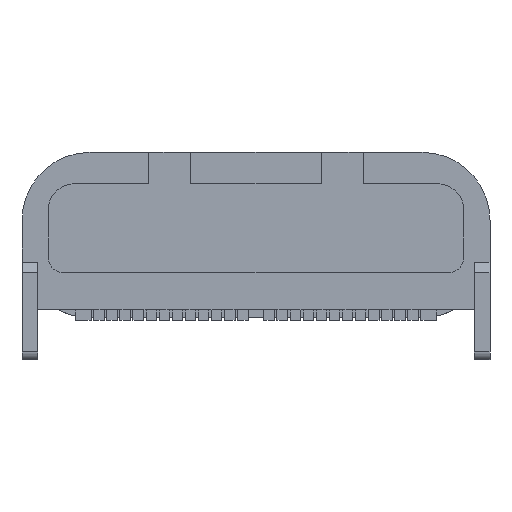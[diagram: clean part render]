
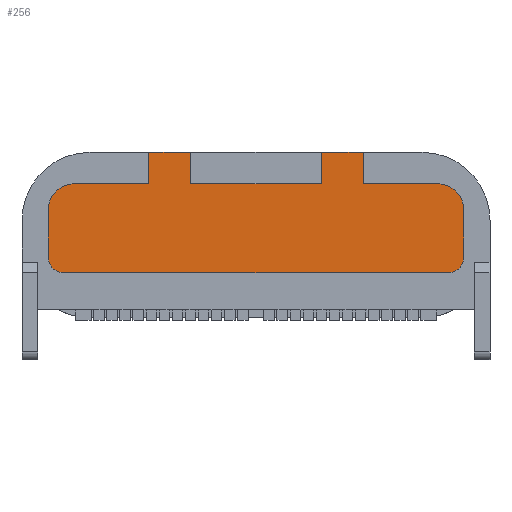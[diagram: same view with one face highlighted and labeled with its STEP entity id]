
A CAD part, front view. The second image highlights one B-rep face of the part: STEP entity #256.
In plain terms, the highlighted planar face has unit normal (0, -1, 0).
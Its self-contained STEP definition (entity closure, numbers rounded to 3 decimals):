
#256=ADVANCED_FACE('',(#863),#864,.T.);
#863=FACE_OUTER_BOUND('',#1808,.T.);
#864=PLANE('',#1809);
#1808=EDGE_LOOP('',(#3438,#3439,#3440,#3441,#3442,#3443,#3444,#3445,#3446,#3447,#3448,#3449,#3450,#3451,#3452,#3453));
#1809=AXIS2_PLACEMENT_3D('',#3454,#3455,#3456);
#3438=ORIENTED_EDGE('',*,*,#6600,.T.);
#3439=ORIENTED_EDGE('',*,*,#6601,.T.);
#3440=ORIENTED_EDGE('',*,*,#6602,.T.);
#3441=ORIENTED_EDGE('',*,*,#6603,.T.);
#3442=ORIENTED_EDGE('',*,*,#6449,.T.);
#3443=ORIENTED_EDGE('',*,*,#6599,.T.);
#3444=ORIENTED_EDGE('',*,*,#6604,.T.);
#3445=ORIENTED_EDGE('',*,*,#6605,.T.);
#3446=ORIENTED_EDGE('',*,*,#6455,.T.);
#3447=ORIENTED_EDGE('',*,*,#6606,.T.);
#3448=ORIENTED_EDGE('',*,*,#6607,.T.);
#3449=ORIENTED_EDGE('',*,*,#6608,.T.);
#3450=ORIENTED_EDGE('',*,*,#6609,.T.);
#3451=ORIENTED_EDGE('',*,*,#6610,.T.);
#3452=ORIENTED_EDGE('',*,*,#6611,.T.);
#3453=ORIENTED_EDGE('',*,*,#6612,.T.);
#3454=CARTESIAN_POINT('',(0.0,-3.11,0.0));
#3455=DIRECTION('',(0.0,-1.0,0.0));
#3456=DIRECTION('',(0.0,0.0,-1.0));
#6449=EDGE_CURVE('',#7823,#7821,#7824,.T.);
#6455=EDGE_CURVE('',#7834,#7832,#7835,.T.);
#6599=EDGE_CURVE('',#7821,#8083,#8085,.T.);
#6600=EDGE_CURVE('',#8086,#8087,#8088,.T.);
#6601=EDGE_CURVE('',#8087,#8089,#8090,.T.);
#6602=EDGE_CURVE('',#8089,#8091,#8092,.T.);
#6603=EDGE_CURVE('',#8091,#7823,#8093,.T.);
#6604=EDGE_CURVE('',#8083,#8094,#8095,.T.);
#6605=EDGE_CURVE('',#8094,#7834,#8096,.T.);
#6606=EDGE_CURVE('',#7832,#8097,#8098,.T.);
#6607=EDGE_CURVE('',#8097,#8099,#8100,.T.);
#6608=EDGE_CURVE('',#8099,#8101,#8102,.T.);
#6609=EDGE_CURVE('',#8101,#8103,#8104,.T.);
#6610=EDGE_CURVE('',#8103,#8105,#8106,.T.);
#6611=EDGE_CURVE('',#8105,#8107,#8108,.T.);
#6612=EDGE_CURVE('',#8107,#8086,#8109,.T.);
#7821=VERTEX_POINT('',#9712);
#7823=VERTEX_POINT('',#9715);
#7824=LINE('',#9716,#9717);
#7832=VERTEX_POINT('',#9729);
#7834=VERTEX_POINT('',#9732);
#7835=LINE('',#9733,#9734);
#8083=VERTEX_POINT('',#10087);
#8085=LINE('',#10090,#10091);
#8086=VERTEX_POINT('',#10092);
#8087=VERTEX_POINT('',#10093);
#8088=LINE('',#10094,#10095);
#8089=VERTEX_POINT('',#10096);
#8090=CIRCLE('',#10097,0.5);
#8091=VERTEX_POINT('',#10098);
#8092=LINE('',#10099,#10100);
#8093=LINE('',#10101,#10102);
#8094=VERTEX_POINT('',#10103);
#8095=LINE('',#10104,#10105);
#8096=LINE('',#10106,#10107);
#8097=VERTEX_POINT('',#10108);
#8098=LINE('',#10109,#10110);
#8099=VERTEX_POINT('',#10111);
#8100=LINE('',#10112,#10113);
#8101=VERTEX_POINT('',#10114);
#8102=CIRCLE('',#10115,0.5);
#8103=VERTEX_POINT('',#10116);
#8104=LINE('',#10117,#10118);
#8105=VERTEX_POINT('',#10119);
#8106=CIRCLE('',#10120,0.3);
#8107=VERTEX_POINT('',#10121);
#8108=LINE('',#10122,#10123);
#8109=CIRCLE('',#10124,0.3);
#9712=CARTESIAN_POINT('',(1.25,-3.11,1.58));
#9715=CARTESIAN_POINT('',(2.05,-3.11,1.58));
#9716=CARTESIAN_POINT('',(2.05,-3.11,1.58));
#9717=VECTOR('',#12249,0.8);
#9729=CARTESIAN_POINT('',(-2.05,-3.11,1.58));
#9732=CARTESIAN_POINT('',(-1.25,-3.11,1.58));
#9733=CARTESIAN_POINT('',(-1.25,-3.11,1.58));
#9734=VECTOR('',#12255,0.8);
#10087=CARTESIAN_POINT('',(1.25,-3.11,0.98));
#10090=CARTESIAN_POINT('',(1.25,-3.11,1.58));
#10091=VECTOR('',#12473,0.6);
#10092=CARTESIAN_POINT('',(3.97,-3.11,-0.42));
#10093=CARTESIAN_POINT('',(3.97,-3.11,0.48));
#10094=CARTESIAN_POINT('',(3.97,-3.11,-0.42));
#10095=VECTOR('',#12474,0.9);
#10096=CARTESIAN_POINT('',(3.47,-3.11,0.98));
#10097=AXIS2_PLACEMENT_3D('',#12475,#12476,#12477);
#10098=CARTESIAN_POINT('',(2.05,-3.11,0.98));
#10099=CARTESIAN_POINT('',(3.47,-3.11,0.98));
#10100=VECTOR('',#12478,1.42);
#10101=CARTESIAN_POINT('',(2.05,-3.11,0.98));
#10102=VECTOR('',#12479,0.6);
#10103=CARTESIAN_POINT('',(-1.25,-3.11,0.98));
#10104=CARTESIAN_POINT('',(1.25,-3.11,0.98));
#10105=VECTOR('',#12480,2.5);
#10106=CARTESIAN_POINT('',(-1.25,-3.11,0.98));
#10107=VECTOR('',#12481,0.6);
#10108=CARTESIAN_POINT('',(-2.05,-3.11,0.98));
#10109=CARTESIAN_POINT('',(-2.05,-3.11,1.58));
#10110=VECTOR('',#12482,0.6);
#10111=CARTESIAN_POINT('',(-3.47,-3.11,0.98));
#10112=CARTESIAN_POINT('',(-2.05,-3.11,0.98));
#10113=VECTOR('',#12483,1.42);
#10114=CARTESIAN_POINT('',(-3.97,-3.11,0.48));
#10115=AXIS2_PLACEMENT_3D('',#12484,#12485,#12486);
#10116=CARTESIAN_POINT('',(-3.97,-3.11,-0.42));
#10117=CARTESIAN_POINT('',(-3.97,-3.11,0.48));
#10118=VECTOR('',#12487,0.9);
#10119=CARTESIAN_POINT('',(-3.67,-3.11,-0.72));
#10120=AXIS2_PLACEMENT_3D('',#12488,#12489,#12490);
#10121=CARTESIAN_POINT('',(3.67,-3.11,-0.72));
#10122=CARTESIAN_POINT('',(-3.67,-3.11,-0.72));
#10123=VECTOR('',#12491,7.34);
#10124=AXIS2_PLACEMENT_3D('',#12492,#12493,#12494);
#12249=DIRECTION('',(-1.0,0.0,0.0));
#12255=DIRECTION('',(-1.0,0.0,0.0));
#12473=DIRECTION('',(0.0,0.0,-1.0));
#12474=DIRECTION('',(0.0,0.0,1.0));
#12475=CARTESIAN_POINT('',(3.47,-3.11,0.48));
#12476=DIRECTION('',(0.0,-1.0,0.0));
#12477=DIRECTION('',(1.0,0.0,0.0));
#12478=DIRECTION('',(-1.0,0.0,0.0));
#12479=DIRECTION('',(0.0,0.0,1.0));
#12480=DIRECTION('',(-1.0,0.0,0.0));
#12481=DIRECTION('',(0.0,0.0,1.0));
#12482=DIRECTION('',(0.0,0.0,-1.0));
#12483=DIRECTION('',(-1.0,0.0,0.0));
#12484=CARTESIAN_POINT('',(-3.47,-3.11,0.48));
#12485=DIRECTION('',(0.0,-1.0,0.0));
#12486=DIRECTION('',(0.0,0.0,1.0));
#12487=DIRECTION('',(0.0,0.0,-1.0));
#12488=CARTESIAN_POINT('',(-3.67,-3.11,-0.42));
#12489=DIRECTION('',(0.0,-1.0,0.0));
#12490=DIRECTION('',(-1.0,0.0,0.0));
#12491=DIRECTION('',(1.0,0.0,0.0));
#12492=CARTESIAN_POINT('',(3.67,-3.11,-0.42));
#12493=DIRECTION('',(0.0,-1.0,0.0));
#12494=DIRECTION('',(0.0,0.0,-1.0));
